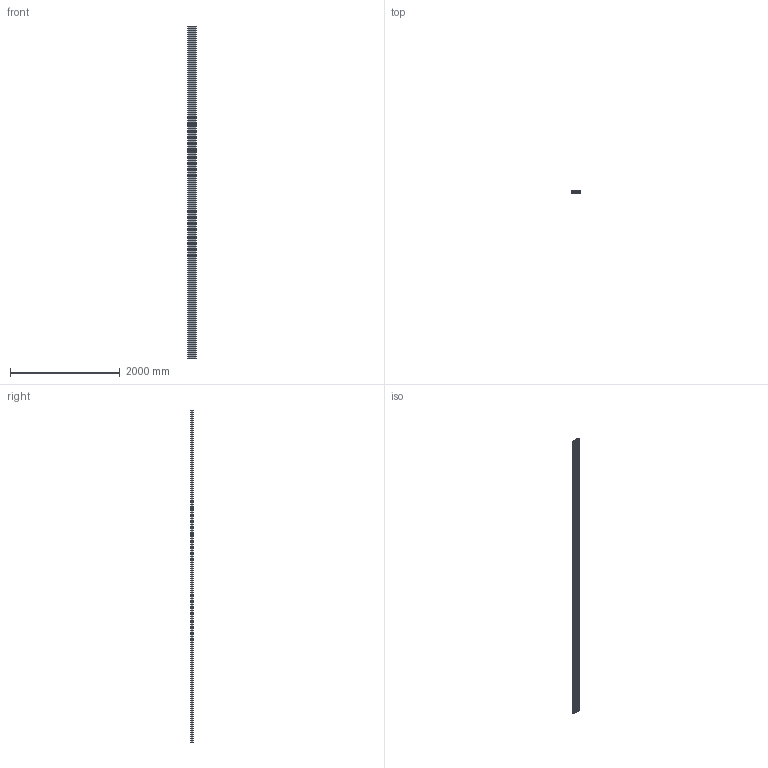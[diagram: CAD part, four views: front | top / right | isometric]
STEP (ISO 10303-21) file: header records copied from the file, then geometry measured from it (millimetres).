
FILE_DESCRIPTION(/* description */ ('STEP AP203'),/* implementation_level */ '2;1');
FILE_NAME(/* name */ '1025878.stp',/* time_stamp */ '2024-04-30T15:49:41+02:00',/* author */ ('b.steehouwer'),/* organization */ (''),/* preprocessor_version */ 'ST-DEVELOPER v18.1',/* originating_system */ 'Autodesk Inventor 2021',/* authorisation */ '');
FILE_SCHEMA (('AUTOMOTIVE_DESIGN { 1 0 10303 214 3 1 1 }'));
Length unit declared in the file: millimetre
Products named in the file (1): 1025878
Bounding box: 160 x 40 x 6060 mm (x, y, z)
Volume: 13131605.4 mm3; surface area: 8633193.9 mm2
Topology: 1 solids, 1 shells, 378 faces, 1128 edges, 752 vertices
Faces by surface type: cylinder 200, plane 178
Full cylindrical faces by diameter (mm): 6.8 x4
Entity records: 12933 total; most frequent: DIRECTION 2286, CARTESIAN_POINT 2259, ORIENTED_EDGE 2256, EDGE_CURVE 1128, AXIS2_PLACEMENT_3D 779, VERTEX_POINT 752, LINE 728, VECTOR 728
